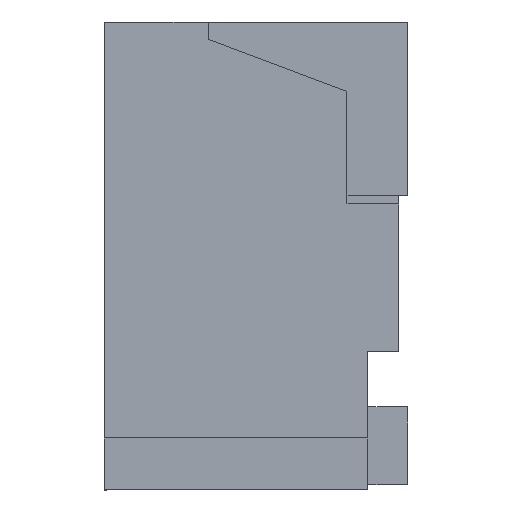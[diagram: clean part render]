
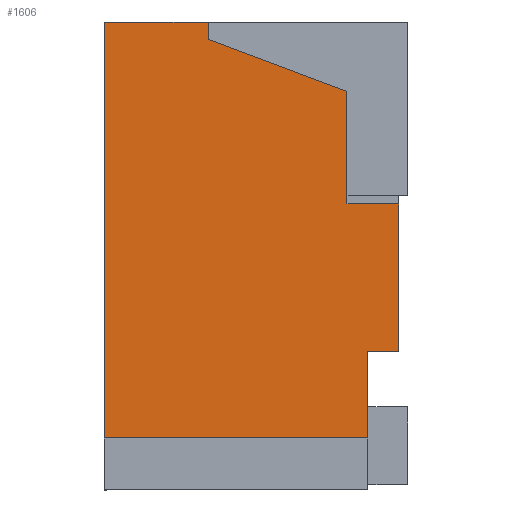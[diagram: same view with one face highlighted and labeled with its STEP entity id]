
A CAD part, left-side view. The second image highlights one B-rep face of the part: STEP entity #1606.
In plain terms, the highlighted planar face has unit normal (-1, 0, 0).
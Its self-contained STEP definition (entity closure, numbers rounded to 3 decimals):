
#43 = CARTESIAN_POINT ( 'NONE',  ( -2.9, 0., 4. ) ) ;
#44 = LINE ( 'NONE', #43, #56 ) ;
#56 = VECTOR ( 'NONE', #88, 1000. ) ;
#88 = DIRECTION ( 'NONE',  ( 0., 0., -1. ) ) ;
#948 = CARTESIAN_POINT ( 'NONE',  ( -2.9, 0.3, 2.95 ) ) ;
#949 = LINE ( 'NONE', #948, #989 ) ;
#950 = DIRECTION ( 'NONE',  ( 0., -1., 0. ) ) ;
#951 = DIRECTION ( 'NONE',  ( -1., 0., 0. ) ) ;
#952 = CARTESIAN_POINT ( 'NONE',  ( -2.9, 1.7, 4. ) ) ;
#953 = AXIS2_PLACEMENT_3D ( 'NONE', #952, #951, #950 ) ;
#970 = PLANE ( 'NONE',  #953 ) ;
#979 = FACE_OUTER_BOUND ( 'NONE', #1559, .T. ) ;
#982 = DIRECTION ( 'NONE',  ( 0., 0., -1. ) ) ;
#983 = VECTOR ( 'NONE', #982, 1000. ) ;
#984 = CARTESIAN_POINT ( 'NONE',  ( -2.9, 0.3, 3.6 ) ) ;
#985 = LINE ( 'NONE', #984, #983 ) ;
#987 = CARTESIAN_POINT ( 'NONE',  ( -2.9, 0.3, 2.95 ) ) ;
#988 = DIRECTION ( 'NONE',  ( 0., -1., 0. ) ) ;
#989 = VECTOR ( 'NONE', #988, 1000. ) ;
#1254 = CARTESIAN_POINT ( 'NONE',  ( -2.9, 0., 2.1 ) ) ;
#1332 = DIRECTION ( 'NONE',  ( 0., 1., 0. ) ) ;
#1336 = VERTEX_POINT ( 'NONE', #1876 ) ;
#1362 = VERTEX_POINT ( 'NONE', #2083 ) ;
#1464 = VERTEX_POINT ( 'NONE', #2430 ) ;
#1507 = EDGE_CURVE ( 'NONE', #1362, #1464, #2358, .T. ) ;
#1512 = VERTEX_POINT ( 'NONE', #2397 ) ;
#1514 = EDGE_CURVE ( 'NONE', #1512, #1531, #2396, .T. ) ;
#1531 = VERTEX_POINT ( 'NONE', #2474 ) ;
#1533 = EDGE_CURVE ( 'NONE', #1531, #1534, #2473, .T. ) ;
#1534 = VERTEX_POINT ( 'NONE', #2469 ) ;
#1555 = VERTEX_POINT ( 'NONE', #2630 ) ;
#1557 = EDGE_CURVE ( 'NONE', #1555, #1578, #2629, .T. ) ;
#1559 = EDGE_LOOP ( 'NONE', ( #1607, #1610, #1583, #1584, #1585, #1586, #1587, #1589, #1590, #1591 ) ) ;
#1572 = EDGE_CURVE ( 'NONE', #1704, #1362, #2614, .T. ) ;
#1573 = EDGE_CURVE ( 'NONE', #1578, #1512, #2615, .T. ) ;
#1578 = VERTEX_POINT ( 'NONE', #2576 ) ;
#1583 = ORIENTED_EDGE ( 'NONE', *, *, #1533, .F. ) ;
#1584 = ORIENTED_EDGE ( 'NONE', *, *, #1514, .F. ) ;
#1585 = ORIENTED_EDGE ( 'NONE', *, *, #1573, .F. ) ;
#1586 = ORIENTED_EDGE ( 'NONE', *, *, #1557, .F. ) ;
#1587 = ORIENTED_EDGE ( 'NONE', *, *, #1588, .F. ) ;
#1588 = EDGE_CURVE ( 'NONE', #1464, #1555, #2661, .T. ) ;
#1589 = ORIENTED_EDGE ( 'NONE', *, *, #1507, .F. ) ;
#1590 = ORIENTED_EDGE ( 'NONE', *, *, #1572, .F. ) ;
#1591 = ORIENTED_EDGE ( 'NONE', *, *, #1758, .F. ) ;
#1606 = ADVANCED_FACE ( 'NONE', ( #979 ), #970, .T. ) ;
#1607 = ORIENTED_EDGE ( 'NONE', *, *, #1608, .F. ) ;
#1608 = EDGE_CURVE ( 'NONE', #1609, #1336, #949, .T. ) ;
#1609 = VERTEX_POINT ( 'NONE', #987 ) ;
#1610 = ORIENTED_EDGE ( 'NONE', *, *, #1611, .F. ) ;
#1611 = EDGE_CURVE ( 'NONE', #1534, #1609, #985, .T. ) ;
#1704 = VERTEX_POINT ( 'NONE', #1254 ) ;
#1758 = EDGE_CURVE ( 'NONE', #1336, #1704, #44, .T. ) ;
#1876 = CARTESIAN_POINT ( 'NONE',  ( -2.9, 0., 2.95 ) ) ;
#2083 = CARTESIAN_POINT ( 'NONE',  ( -2.9, 0.18, 2.1 ) ) ;
#2355 = DIRECTION ( 'NONE',  ( 0., 0., -1. ) ) ;
#2356 = VECTOR ( 'NONE', #2355, 1000. ) ;
#2357 = CARTESIAN_POINT ( 'NONE',  ( -2.9, 0.18, 2.1 ) ) ;
#2358 = LINE ( 'NONE', #2357, #2356 ) ;
#2393 = DIRECTION ( 'NONE',  ( 0., 0., -1. ) ) ;
#2394 = VECTOR ( 'NONE', #2393, 1000. ) ;
#2395 = CARTESIAN_POINT ( 'NONE',  ( -2.9, 1.1, 4. ) ) ;
#2396 = LINE ( 'NONE', #2395, #2394 ) ;
#2397 = CARTESIAN_POINT ( 'NONE',  ( -2.9, 1.1, 4. ) ) ;
#2430 = CARTESIAN_POINT ( 'NONE',  ( -2.9, 0.18, 1.6 ) ) ;
#2469 = CARTESIAN_POINT ( 'NONE',  ( -2.9, 0.3, 3.6 ) ) ;
#2470 = DIRECTION ( 'NONE',  ( 0., -0.936, -0.351 ) ) ;
#2471 = VECTOR ( 'NONE', #2470, 1000. ) ;
#2472 = CARTESIAN_POINT ( 'NONE',  ( -2.9, 1.1, 3.9 ) ) ;
#2473 = LINE ( 'NONE', #2472, #2471 ) ;
#2474 = CARTESIAN_POINT ( 'NONE',  ( -2.9, 1.1, 3.9 ) ) ;
#2576 = CARTESIAN_POINT ( 'NONE',  ( -2.9, 1.7, 4. ) ) ;
#2601 = DIRECTION ( 'NONE',  ( 0., -1., 0. ) ) ;
#2602 = VECTOR ( 'NONE', #2601, 1000. ) ;
#2603 = CARTESIAN_POINT ( 'NONE',  ( -2.9, 1.7, 4. ) ) ;
#2611 = DIRECTION ( 'NONE',  ( 0., 1., 0. ) ) ;
#2612 = VECTOR ( 'NONE', #2611, 1000. ) ;
#2613 = CARTESIAN_POINT ( 'NONE',  ( -2.9, 0., 2.1 ) ) ;
#2614 = LINE ( 'NONE', #2613, #2612 ) ;
#2615 = LINE ( 'NONE', #2603, #2602 ) ;
#2626 = DIRECTION ( 'NONE',  ( 0., 0., 1. ) ) ;
#2627 = VECTOR ( 'NONE', #2626, 1000. ) ;
#2628 = CARTESIAN_POINT ( 'NONE',  ( -2.9, 1.7, 1.3 ) ) ;
#2629 = LINE ( 'NONE', #2628, #2627 ) ;
#2630 = CARTESIAN_POINT ( 'NONE',  ( -2.9, 1.7, 1.6 ) ) ;
#2661 = LINE ( 'NONE', #2663, #2662 ) ;
#2662 = VECTOR ( 'NONE', #1332, 1000. ) ;
#2663 = CARTESIAN_POINT ( 'NONE',  ( -2.9, 1.7, 1.6 ) ) ;
